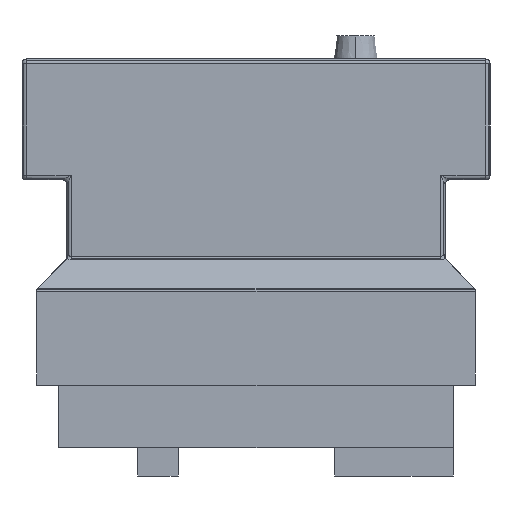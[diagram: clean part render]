
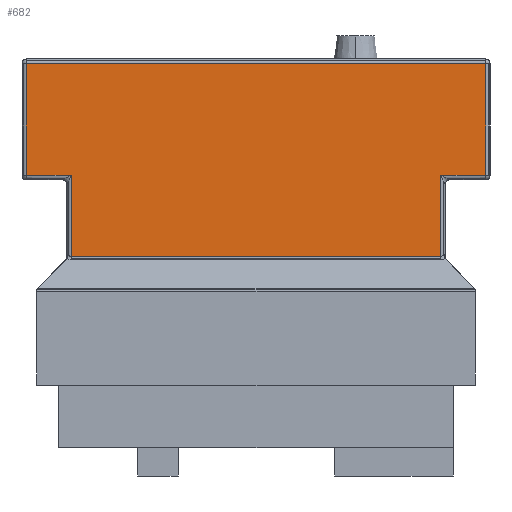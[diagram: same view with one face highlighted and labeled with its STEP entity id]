
A CAD part, left-side view. The second image highlights one B-rep face of the part: STEP entity #682.
In plain terms, the highlighted planar face has unit normal (-1, 0, 0).
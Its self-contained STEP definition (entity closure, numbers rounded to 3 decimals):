
#682=ADVANCED_FACE('',(#1540),#1541,.T.);
#1540=FACE_OUTER_BOUND('',#3596,.T.);
#1541=PLANE('',#3597);
#3596=EDGE_LOOP('',(#5496,#5497,#5498,#5499,#5500,#5501,#5502,#5503));
#3597=AXIS2_PLACEMENT_3D('',#5504,#5505,#5506);
#5496=ORIENTED_EDGE('',*,*,#7457,.F.);
#5497=ORIENTED_EDGE('',*,*,#7589,.F.);
#5498=ORIENTED_EDGE('',*,*,#7591,.F.);
#5499=ORIENTED_EDGE('',*,*,#7597,.F.);
#5500=ORIENTED_EDGE('',*,*,#7638,.F.);
#5501=ORIENTED_EDGE('',*,*,#7352,.F.);
#5502=ORIENTED_EDGE('',*,*,#7582,.F.);
#5503=ORIENTED_EDGE('',*,*,#7357,.F.);
#5504=CARTESIAN_POINT('',(45.263,-78.154,-75.793));
#5505=DIRECTION('',(-1.0,0.,0.0));
#5506=DIRECTION('',(0.,-1.0,0.0));
#7352=EDGE_CURVE('',#8703,#8705,#8706,.T.);
#7357=EDGE_CURVE('',#8712,#8714,#8715,.T.);
#7457=EDGE_CURVE('',#8878,#8712,#8880,.T.);
#7582=EDGE_CURVE('',#8714,#8703,#9041,.T.);
#7589=EDGE_CURVE('',#8999,#8878,#9049,.T.);
#7591=EDGE_CURVE('',#9044,#8999,#9051,.T.);
#7597=EDGE_CURVE('',#9053,#9044,#9058,.T.);
#7638=EDGE_CURVE('',#8705,#9053,#9103,.T.);
#8703=VERTEX_POINT('',#10364);
#8705=VERTEX_POINT('',#10366);
#8706=LINE('',#10367,#10368);
#8712=VERTEX_POINT('',#10375);
#8714=VERTEX_POINT('',#10377);
#8715=LINE('',#10378,#10379);
#8878=VERTEX_POINT('',#10581);
#8880=LINE('',#10583,#10584);
#8999=VERTEX_POINT('',#10765);
#9041=LINE('',#10816,#10817);
#9044=VERTEX_POINT('',#10820);
#9049=LINE('',#10825,#10826);
#9051=LINE('',#10828,#10829);
#9053=VERTEX_POINT('',#10831);
#9058=LINE('',#10836,#10837);
#9103=LINE('',#10889,#10890);
#10364=CARTESIAN_POINT('',(45.263,-26.913,-57.293));
#10366=CARTESIAN_POINT('',(45.263,-26.913,-32.293));
#10367=CARTESIAN_POINT('',(45.263,-26.913,-67.043));
#10368=VECTOR('',#11998,1.0);
#10375=CARTESIAN_POINT('',(45.263,-36.913,-75.389));
#10377=CARTESIAN_POINT('',(45.263,-36.913,-57.293));
#10378=CARTESIAN_POINT('',(45.263,-36.913,-75.793));
#10379=VECTOR('',#12006,1.0);
#10581=CARTESIAN_POINT('',(45.263,-119.394,-75.389));
#10583=CARTESIAN_POINT('',(45.263,-102.654,-75.389));
#10584=VECTOR('',#12166,1.0);
#10765=CARTESIAN_POINT('',(45.263,-119.394,-57.293));
#10816=CARTESIAN_POINT('',(45.263,-78.154,-57.293));
#10817=VECTOR('',#12334,1.0);
#10820=CARTESIAN_POINT('',(45.263,-129.394,-57.293));
#10825=CARTESIAN_POINT('',(45.263,-119.394,-75.793));
#10826=VECTOR('',#12347,1.0);
#10828=CARTESIAN_POINT('',(45.263,-78.154,-57.293));
#10829=VECTOR('',#12348,1.0);
#10831=CARTESIAN_POINT('',(45.263,-129.394,-32.293));
#10836=CARTESIAN_POINT('',(45.263,-129.394,-67.043));
#10837=VECTOR('',#12358,1.0);
#10889=CARTESIAN_POINT('',(45.263,-78.154,-32.293));
#10890=VECTOR('',#12414,1.0);
#11998=DIRECTION('',(0.0,0.0,1.0));
#12006=DIRECTION('',(0.0,0.0,1.0));
#12166=DIRECTION('',(0.,1.0,0.));
#12334=DIRECTION('',(0.,1.0,0.));
#12347=DIRECTION('',(-0.0,-0.0,-1.0));
#12348=DIRECTION('',(0.,1.0,0.));
#12358=DIRECTION('',(-0.0,-0.0,-1.0));
#12414=DIRECTION('',(0.,-1.0,0.));
